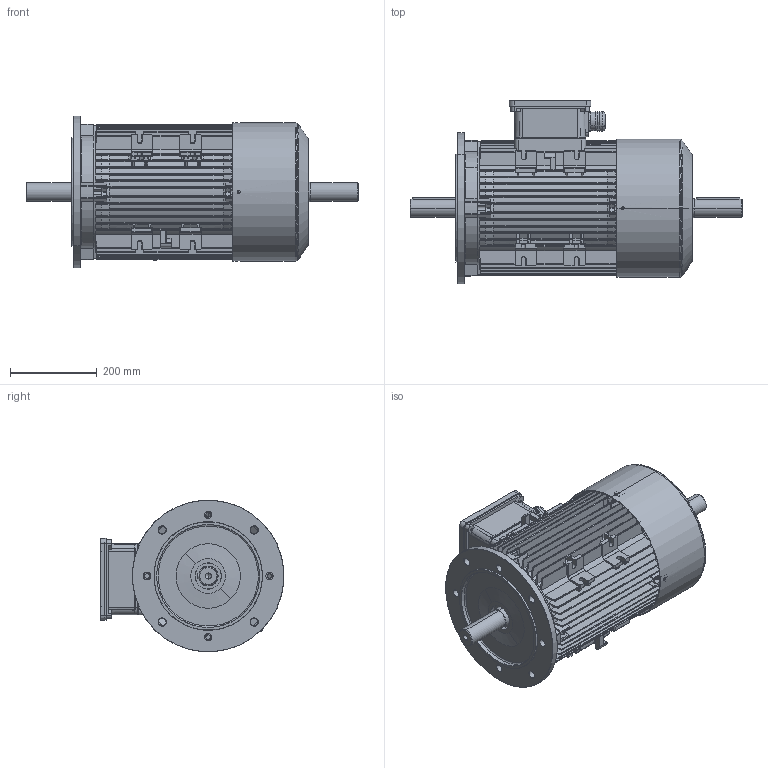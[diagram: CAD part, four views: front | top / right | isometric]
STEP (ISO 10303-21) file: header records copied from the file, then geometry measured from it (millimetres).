
FILE_DESCRIPTION (( 'STEP AP214' ), '1' );
FILE_NAME ('FCA160ML-B5-IC411-2-4-6-8 POLES-DOUBLE SHAFT.STEP', '2024-10-10T12:09:57', ( '' ), ( '' ), 'SwSTEP 2.0', 'SolidWorks 2024', '' );
FILE_SCHEMA (( 'AUTOMOTIVE_DESIGN' ));
Length unit declared in the file: millimetre
Products named in the file (18): PRESSACAVO M40; Scudo C160 alluminio; Guarnizione scatola-coperchio 160-200T; Radial Ball Bearing_68_SKF_SKF - 6309 - 10,DE,AC,10_68; Coperchio scatola morsetti 160-200T; Gruppo Coprimorsettiera 160; parallel_din_Parallel key A12 x 8 x 100 DIN 6885; chiodino targhetta d.3.2x6; Guarnizione carcassa-scatola 160-200T; Targhetta motore_LAMIERA ALLUMINIO; Albero C160ML - 4 poli - Autov.; Scatola morsetti 160-200T; Flangia FC160 B5; FCA160ML-B5-IC411-2-4-6-8 POLES-DOUBLE SHAFT; Tappo M40; Carcassa 160L-180MT_LT-B3-B5; Copriventola 160 H.175; pan head cross recess screw_iso_ISO 7045 - M3 x 20 - Z --- 20C
Assembly tree (20 placements, depth 3):
  FCA160ML-B5-IC411-2-4-6-8 POLES-DOUBLE SHAFT
    Albero C160ML - 4 poli - Autov.  x2
    Flangia FC160 B5
    Radial Ball Bearing_68_SKF_SKF - 6309 - 10,DE,AC,10_68  x2
    Targhetta motore_LAMIERA ALLUMINIO
    parallel_din_Parallel key A12 x 8 x 100 DIN 6885  x2
    chiodino targhetta d.3.2x6
    pan head cross recess screw_iso_ISO 7045 - M3 x 20 - Z --- 20C
    Scudo C160 alluminio
    Carcassa 160L-180MT_LT-B3-B5
    Gruppo Coprimorsettiera 160
      Guarnizione carcassa-scatola 160-200T
      Scatola morsetti 160-200T
      Guarnizione scatola-coperchio 160-200T
      Tappo M40
      PRESSACAVO M40
      Coperchio scatola morsetti 160-200T
    Copriventola 160 H.175
Bounding box: 765 x 423.33 x 348.67 mm (x, y, z)
Volume: 8881710.4 mm3; surface area: 2924667.1 mm2
Topology: 19 solids, 20 shells, 6256 faces, 17203 edges, 11011 vertices
Faces by surface type: plane 2978, cylinder 1466, cone 712, torus 697, sphere 208, bspline 195
Entity records: 212577 total; most frequent: CARTESIAN_POINT 60812, ORIENTED_EDGE 33030, DIRECTION 29547, EDGE_CURVE 16515, VERTEX_POINT 10577, AXIS2_PLACEMENT_3D 10034, LINE 9479, VECTOR 9479
